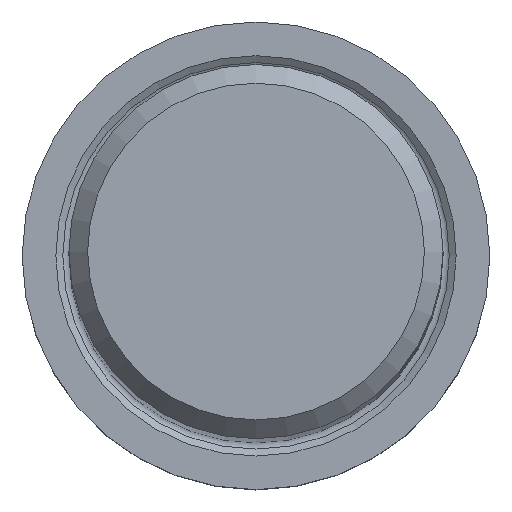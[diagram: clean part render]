
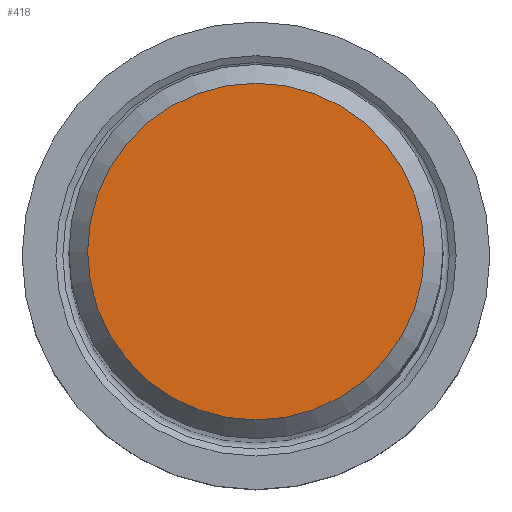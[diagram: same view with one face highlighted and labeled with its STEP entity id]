
A CAD part, top view. The second image highlights one B-rep face of the part: STEP entity #418.
In plain terms, the highlighted planar face has unit normal (0, 0, 1).
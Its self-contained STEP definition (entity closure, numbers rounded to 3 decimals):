
#160=FACE_OUTER_BOUND('',#611,.T.);
#418=ADVANCED_FACE('',(#160),#449,.F.);
#449=PLANE('',#1526);
#611=EDGE_LOOP('',(#997));
#997=ORIENTED_EDGE('',*,*,#1322,.T.);
#1129=VERTEX_POINT('',#3652);
#1322=EDGE_CURVE('',#1129,#1129,#1387,.T.);
#1387=CIRCLE('',#1525,9.);
#1525=AXIS2_PLACEMENT_3D('',#3651,#1842,#1843);
#1526=AXIS2_PLACEMENT_3D('',#3653,#1844,#1845);
#1842=DIRECTION('',(0.,0.,1.));
#1843=DIRECTION('',(-1.,0.,0.));
#1844=DIRECTION('',(0.,0.,-1.));
#1845=DIRECTION('',(1.,0.,0.));
#3651=CARTESIAN_POINT('',(0.,0.,140.));
#3652=CARTESIAN_POINT('',(-9.,0.,140.));
#3653=CARTESIAN_POINT('',(0.,10.,140.));
